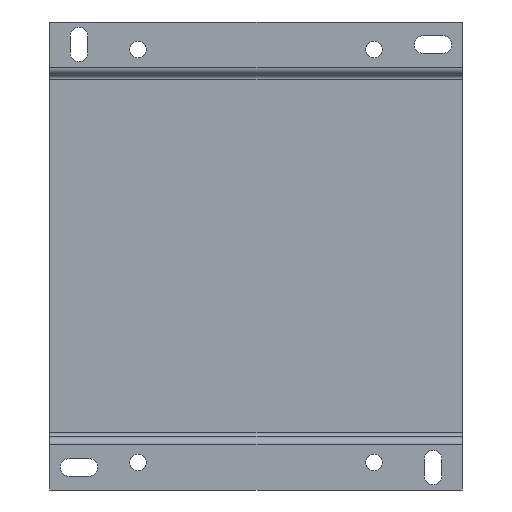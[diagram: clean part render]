
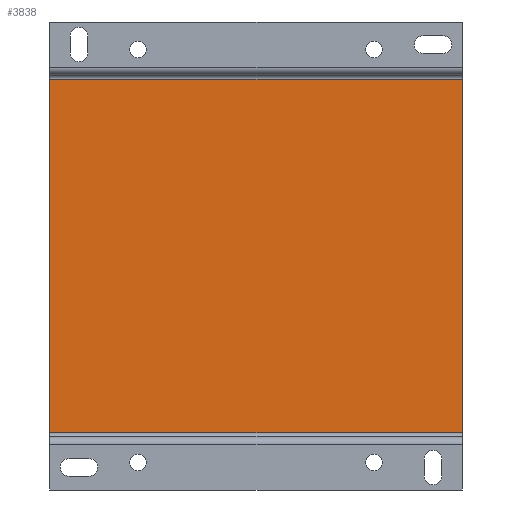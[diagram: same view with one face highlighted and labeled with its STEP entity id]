
A CAD part, front view. The second image highlights one B-rep face of the part: STEP entity #3838.
In plain terms, the highlighted planar face has unit normal (0, -1, 0).
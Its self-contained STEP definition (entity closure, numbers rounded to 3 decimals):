
#47 = DIRECTION ( 'NONE',  ( 0., -1., 0. ) ) ;
#228 = CARTESIAN_POINT ( 'NONE',  ( 105., -2., -90. ) ) ;
#252 = VECTOR ( 'NONE', #4105, 1000. ) ;
#321 = VERTEX_POINT ( 'NONE', #2240 ) ;
#361 = DIRECTION ( 'NONE',  ( 0., 0., 1. ) ) ;
#441 = CARTESIAN_POINT ( 'NONE',  ( 105., -2., 0. ) ) ;
#572 = FACE_OUTER_BOUND ( 'NONE', #5308, .T. ) ;
#701 = EDGE_CURVE ( 'NONE', #5232, #4062, #2869, .T. ) ;
#754 = ORIENTED_EDGE ( 'NONE', *, *, #2159, .T. ) ;
#809 = CARTESIAN_POINT ( 'NONE',  ( 105., -2., 90. ) ) ;
#1076 = ORIENTED_EDGE ( 'NONE', *, *, #701, .T. ) ;
#1583 = CARTESIAN_POINT ( 'NONE',  ( -105., -2., 0. ) ) ;
#2159 = EDGE_CURVE ( 'NONE', #4062, #321, #3754, .T. ) ;
#2240 = CARTESIAN_POINT ( 'NONE',  ( -105., -2., 90. ) ) ;
#2383 = VECTOR ( 'NONE', #3538, 1000. ) ;
#2430 = LINE ( 'NONE', #1583, #4147 ) ;
#2643 = CARTESIAN_POINT ( 'NONE',  ( 105., -2., 0. ) ) ;
#2795 = VECTOR ( 'NONE', #5010, 1000. ) ;
#2869 = LINE ( 'NONE', #441, #252 ) ;
#3029 = CARTESIAN_POINT ( 'NONE',  ( 105., -2., -90. ) ) ;
#3265 = CARTESIAN_POINT ( 'NONE',  ( 105., -2., 90. ) ) ;
#3538 = DIRECTION ( 'NONE',  ( -1., 0., 0. ) ) ;
#3677 = CARTESIAN_POINT ( 'NONE',  ( -105., -2., -90. ) ) ;
#3754 = LINE ( 'NONE', #3265, #2795 ) ;
#3823 = PLANE ( 'NONE',  #4035 ) ;
#3838 = ADVANCED_FACE ( 'NONE', ( #572 ), #3823, .T. ) ;
#3923 = LINE ( 'NONE', #228, #2383 ) ;
#4035 = AXIS2_PLACEMENT_3D ( 'NONE', #2643, #47, #4203 ) ;
#4062 = VERTEX_POINT ( 'NONE', #809 ) ;
#4105 = DIRECTION ( 'NONE',  ( 0., 0., 1. ) ) ;
#4147 = VECTOR ( 'NONE', #361, 1000. ) ;
#4203 = DIRECTION ( 'NONE',  ( 0., 0., -1. ) ) ;
#4836 = EDGE_CURVE ( 'NONE', #5232, #5003, #3923, .T. ) ;
#5003 = VERTEX_POINT ( 'NONE', #3677 ) ;
#5010 = DIRECTION ( 'NONE',  ( -1., 0., 0. ) ) ;
#5024 = ORIENTED_EDGE ( 'NONE', *, *, #4836, .F. ) ;
#5232 = VERTEX_POINT ( 'NONE', #3029 ) ;
#5279 = ORIENTED_EDGE ( 'NONE', *, *, #5396, .F. ) ;
#5308 = EDGE_LOOP ( 'NONE', ( #5279, #5024, #1076, #754 ) ) ;
#5396 = EDGE_CURVE ( 'NONE', #5003, #321, #2430, .T. ) ;
